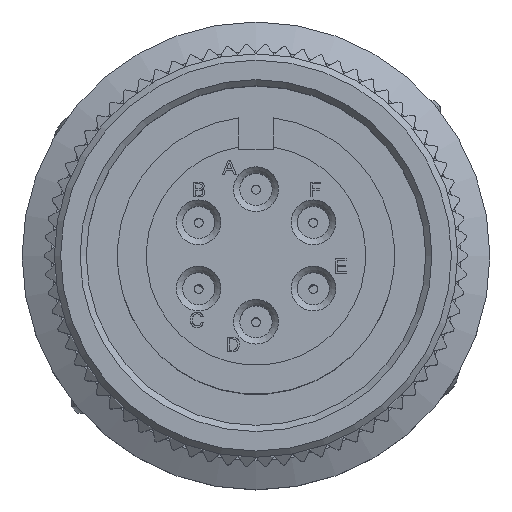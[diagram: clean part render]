
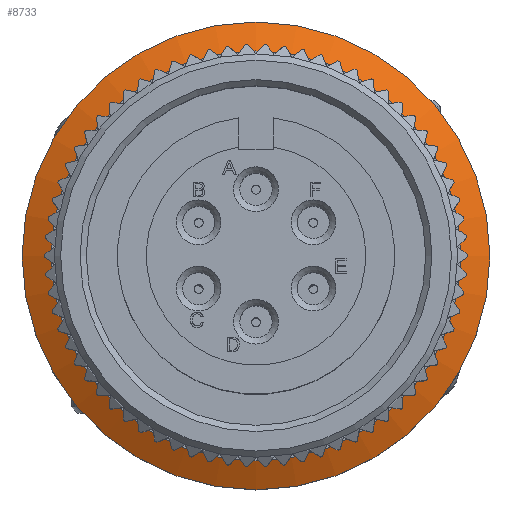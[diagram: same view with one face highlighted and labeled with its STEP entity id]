
A CAD part, top view. The second image highlights one B-rep face of the part: STEP entity #8733.
In plain terms, the highlighted conical face has half-angle 63.435 degrees and reference radius 12.573 mm.
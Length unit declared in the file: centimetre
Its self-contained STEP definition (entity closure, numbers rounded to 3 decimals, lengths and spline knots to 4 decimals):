
#2282=VERTEX_POINT('',#10557);
#2283=VERTEX_POINT('',#10559);
#3153=CIRCLE('',#9347,1.2573);
#3154=CIRCLE('',#9348,1.4351);
#3435=EDGE_CURVE('',#2282,#2282,#3153,.T.);
#3436=EDGE_CURVE('',#2283,#2283,#3154,.T.);
#5069=ORIENTED_EDGE('',*,*,#3435,.T.);
#5070=ORIENTED_EDGE('',*,*,#3436,.T.);
#7535=EDGE_LOOP('',(#5069));
#7536=EDGE_LOOP('',(#5070));
#8165=FACE_BOUND('',#7535,.T.);
#8166=FACE_BOUND('',#7536,.T.);
#8733=ADVANCED_FACE('',(#8165,#8166),#14727,.T.);
#9346=AXIS2_PLACEMENT_3D('',#10555,#13850,#13851);
#9347=AXIS2_PLACEMENT_3D('',#10556,#13852,#13853);
#9348=AXIS2_PLACEMENT_3D('',#10558,#13854,#13855);
#10555=CARTESIAN_POINT('',(0.,0.,-1.6485));
#10556=CARTESIAN_POINT('',(0.,0.,-1.6485));
#10557=CARTESIAN_POINT('',(-1.2573,0.,-1.6485));
#10558=CARTESIAN_POINT('',(0.,0.,-1.7374));
#10559=CARTESIAN_POINT('',(-1.4351,0.,-1.7374));
#13850=DIRECTION('',(0.,0.,-1.));
#13851=DIRECTION('',(1.257,0.,0.));
#13852=DIRECTION('',(0.,0.,-1.));
#13853=DIRECTION('',(1.257,0.,0.));
#13854=DIRECTION('',(0.,0.,1.));
#13855=DIRECTION('',(1.435,0.,0.));
#14727=CONICAL_SURFACE('',#9346,1.2573,1.107);
